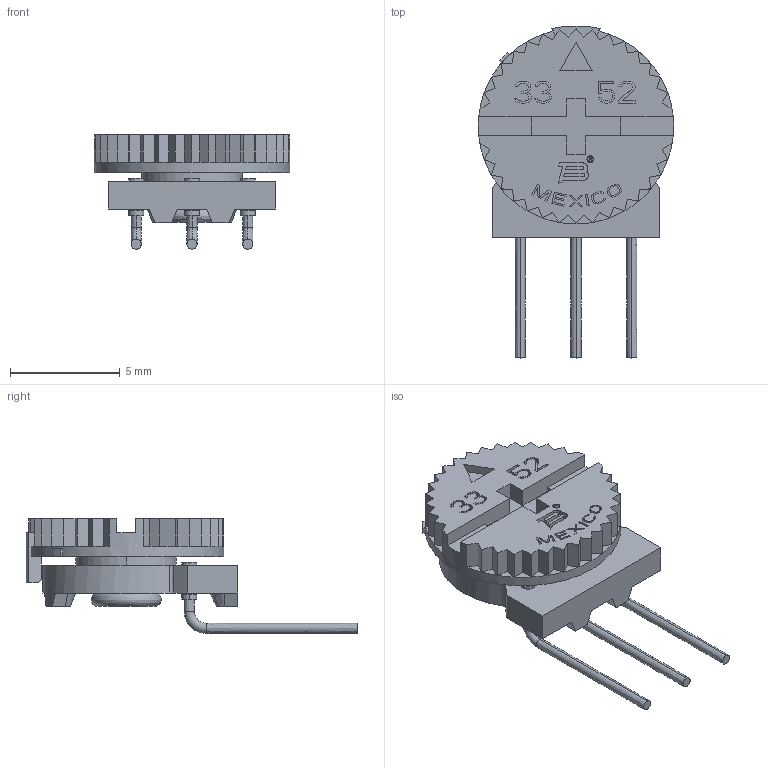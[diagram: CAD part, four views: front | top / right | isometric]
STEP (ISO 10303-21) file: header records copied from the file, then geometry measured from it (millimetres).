
FILE_DESCRIPTION((''),'2;1');
FILE_NAME('3352W_ASM','2012-02-29T',('minhn'),('Bourns, Inc.'),'PRO/ENGINEER BY PARAMETRIC TECHNOLOGY CORPORATION, 2001200','PRO/ENGINEER BY PARAMETRIC TECHNOLOGY CORPORATION, 2001200','');
FILE_SCHEMA(('AUTOMOTIVE_DESIGN_CC2 { 1 2 10303 214 -1 1 5 2 }'));
Length unit declared in the file: inch
Products named in the file (2): 34880-05600; 3352W_ASM
Assembly tree (1 placements, depth 2):
  3352W_ASM
    34880-05600
Bounding box: 8.89 x 15.1 x 5.21 mm (x, y, z)
Volume: 187.3 mm3; surface area: 455 mm2
Topology: 1 solids, 3 shells, 609 faces, 1624 edges, 1059 vertices
Faces by surface type: bspline 609
Entity records: 20725 total; most frequent: CARTESIAN_POINT 7116, ORIENTED_EDGE 3248, DIRECTION 1817, EDGE_CURVE 1624, VECTOR 1421, LINE 1421, VERTEX_POINT 1059, EDGE_LOOP 651
